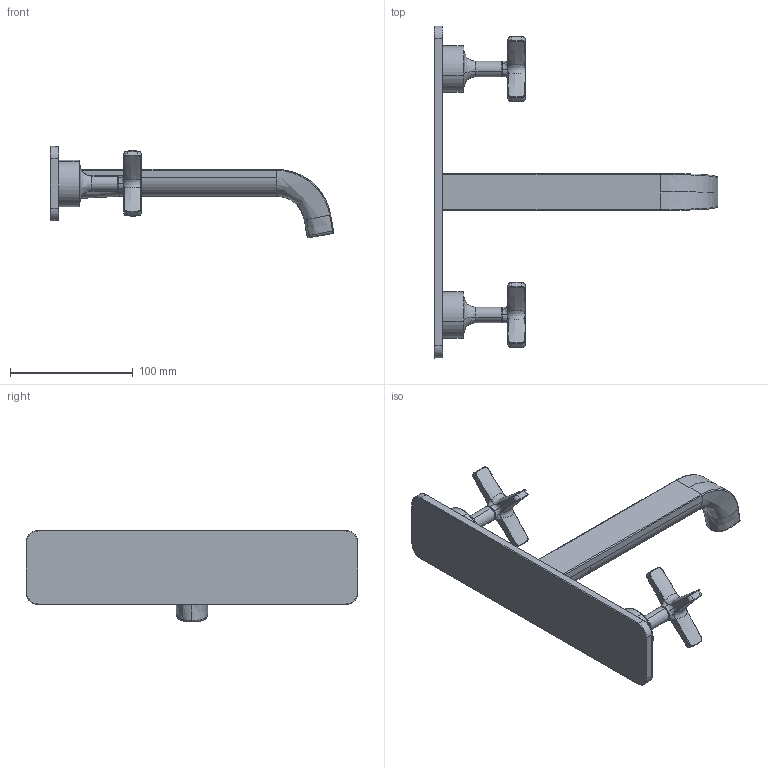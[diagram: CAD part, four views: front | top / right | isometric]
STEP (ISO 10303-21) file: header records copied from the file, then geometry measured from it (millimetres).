
FILE_DESCRIPTION(('CAx-IF Rec.Pracs.---Model Styling and Organization---1.2---2011-12-15','CAx-IF Rec.Pracs.---Geometric and Assembly Validation Properties---4.1---2014-06-16','CAx-IF Rec.Pracs.---PMI Polyline Presentation---2.0---2013-05-24'),'2;1');
FILE_NAME('1000090820_PPR_000.stp','2016-09-02T12:49:07+02:00',(''),(''),'STEP Interface 4.0.1101 by CT CoreTechnologie','3D_Evolution4.0.1101 by CT CoreTechnologie','');
FILE_SCHEMA(('AP203_CONFIGURATION_CONTROLLED_3D_DESIGN_OF_MECHANICAL_PARTS_AND_ASSEMBLIES_MIM_LF'));
Length unit declared in the file: millimetre
Products named in the file (12): P_2 3L WTA WM Platte AX Citterio Univer. 1000090820_PPR_000_A0; P_2 Platte_3L_WTA_WM AX Citterio Univers 1000090873_PPA_000_A0; P_2 Kreuzgriff  3L_WM AX Citterio Univer 1000083585_PPR_000_A0; P_2 Kreuzgriff Axor Citterio Universal 1000083561_PPA_000_A0; P_2 Welle_Griff 3L_WM AX Citterio Univer 1000083586_PPA_000_A0; P_2 Huelse_Griff_Axor Citterio Universal 1000083587_PPA_000_A0; Auslauf; P_2 Auslauf_2L_3L Axor Citterio Univers 1000090874_PPA_000_A0; P_2 Blende_3L_Auslauf AX Citterio Univer 1000083592_PPA_000_A0; Gewindestift DIN916-M5x5-A2 1000005711_PPA_000_A0; SR_CA-M16,5x1_HC_1,5gpm-lam_gruen-weiss 1000051585_PPR_000_A0.1; SR_CA-M16,5x1_HC_1,5gpm-lam_gruen-weiss 1000051586_PPA_000_A0
Assembly tree (12 placements, depth 4):
  P_2 3L WTA WM Platte AX Citterio Univer. 1000090820_PPR_000_A0
    P_2 Platte_3L_WTA_WM AX Citterio Univers 1000090873_PPA_000_A0
    P_2 Kreuzgriff  3L_WM AX Citterio Univer 1000083585_PPR_000_A0  x2
      P_2 Kreuzgriff Axor Citterio Universal 1000083561_PPA_000_A0
      P_2 Welle_Griff 3L_WM AX Citterio Univer 1000083586_PPA_000_A0
      P_2 Huelse_Griff_Axor Citterio Universal 1000083587_PPA_000_A0
    Auslauf
      P_2 Auslauf_2L_3L Axor Citterio Univers 1000090874_PPA_000_A0
      P_2 Blende_3L_Auslauf AX Citterio Univer 1000083592_PPA_000_A0
      Gewindestift DIN916-M5x5-A2 1000005711_PPA_000_A0
      SR_CA-M16,5x1_HC_1,5gpm-lam_gruen-weiss 1000051585_PPR_000_A0.1
        SR_CA-M16,5x1_HC_1,5gpm-lam_gruen-weiss 1000051586_PPA_000_A0
Bounding box: 230.7 x 269.97 x 74.33 mm (x, y, z)
Volume: 325541.7 mm3; surface area: 94482.1 mm2
Topology: 12 solids, 12 shells, 1052 faces, 2586 edges, 1611 vertices
Faces by surface type: plane 600, bspline 309, cylinder 143
Entity records: 57978 total; most frequent: CARTESIAN_POINT 26815, ORIENTED_EDGE 4500, DIRECTION 4195, EDGE_CURVE 2250, VECTOR 1585, LINE 1585, VERTEX_POINT 1427, AXIS2_PLACEMENT_3D 1305
